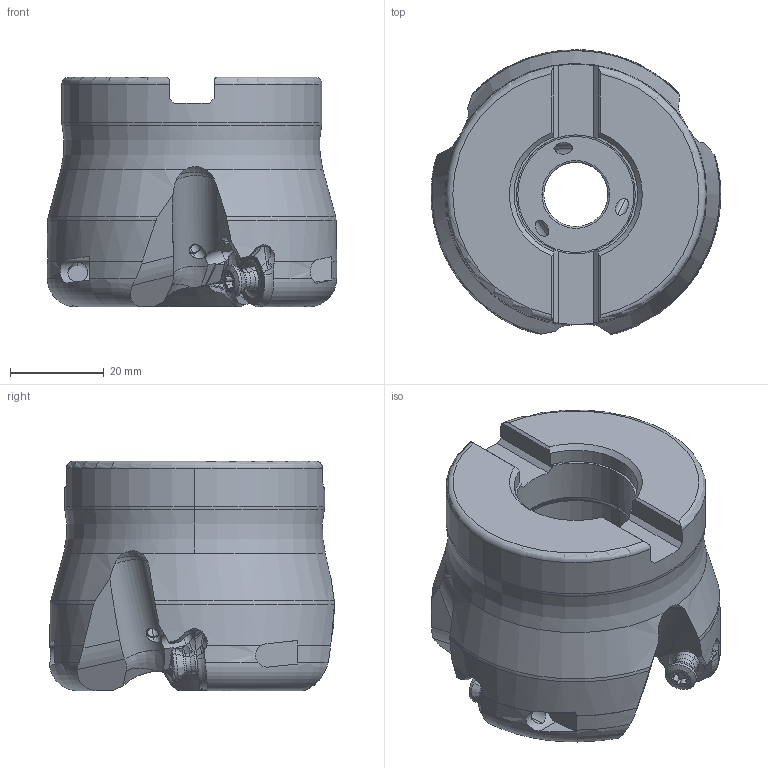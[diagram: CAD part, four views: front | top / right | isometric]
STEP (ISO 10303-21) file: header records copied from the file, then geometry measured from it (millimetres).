
FILE_DESCRIPTION(/* description */ (''),/* implementation_level */ '2;1');
FILE_NAME(/* name */ 'WWX400UR2_5003CA.stp',/* time_stamp */ '2020-04-21T17:34:15+09:00',/* author */ (''),/* organization */ (''),/* preprocessor_version */ 'ST-DEVELOPER v16',/* originating_system */ 'SIEMENS PLM Software NX 10.0',/* authorisation */ '');
FILE_SCHEMA (('AUTOMOTIVE_DESIGN { 1 0 10303 214 3 1 1 1 }'));
Length unit declared in the file: millimetre
Products named in the file (1): WWX400UR2_5003CA_ASM
Bounding box: 61.84 x 60.8 x 49.01 mm (x, y, z)
Volume: 92582.1 mm3; surface area: 19033.8 mm2
Topology: 4 solids, 4 shells, 433 faces, 1262 edges, 820 vertices
Faces by surface type: cylinder 153, plane 105, bspline 48, sphere 48, torus 38, cone 29, extrusion 12
Entity records: 28337 total; most frequent: CARTESIAN_POINT 17524, ORIENTED_EDGE 2464, DIRECTION 1991, EDGE_CURVE 1232, AXIS2_PLACEMENT_3D 854, VERTEX_POINT 814, B_SPLINE_CURVE_WITH_KNOTS 512, EDGE_LOOP 454
